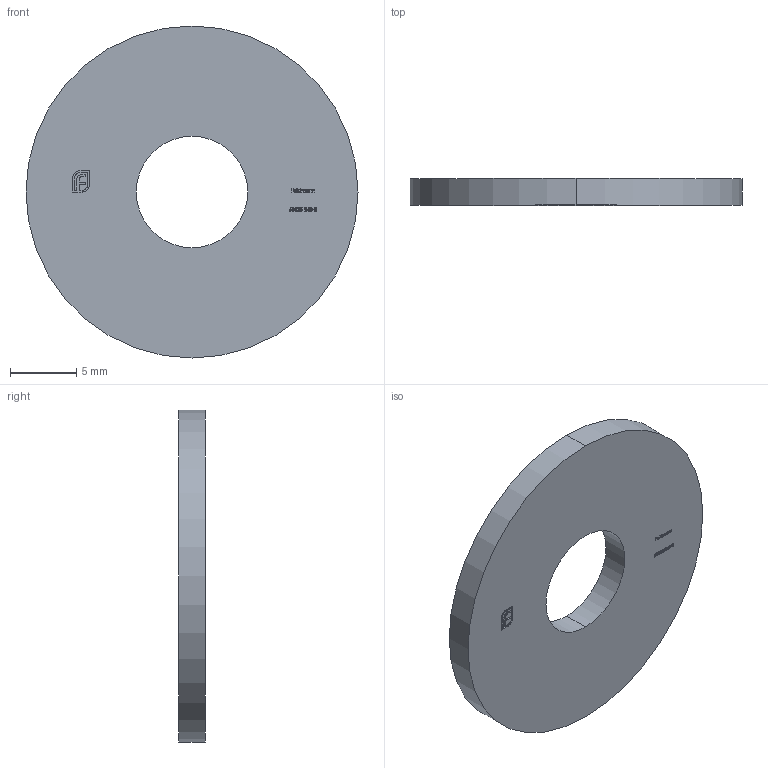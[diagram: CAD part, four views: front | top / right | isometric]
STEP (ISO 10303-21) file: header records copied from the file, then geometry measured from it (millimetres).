
FILE_DESCRIPTION (( 'STEP AP203' ), '1' );
FILE_NAME ('58325-240-8.step', '2021-03-08T15:42:10', ( '' ), ( '' ), 'SwSTEP 2.0', 'SolidWorks 2018', '' );
FILE_SCHEMA (( 'CONFIG_CONTROL_DESIGN' ));
Length unit declared in the file: millimetre
Products named in the file (2): 58325-240-8
Bounding box: 25 x 2 x 25 mm (x, y, z)
Volume: 870.8 mm3; surface area: 1084.3 mm2
Topology: 1 solids, 1 shells, 310 faces, 837 edges, 558 vertices
Faces by surface type: plane 153, bspline 153, cylinder 4
Entity records: 17386 total; most frequent: CARTESIAN_POINT 10476, ORIENTED_EDGE 1674, DIRECTION 857, EDGE_CURVE 837, VERTEX_POINT 558, LINE 523, VECTOR 523, EDGE_LOOP 341
